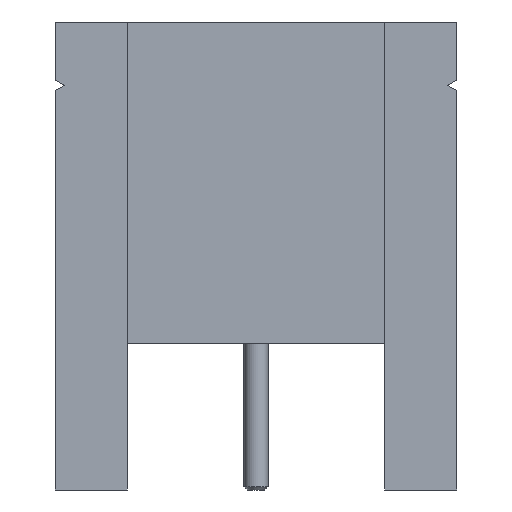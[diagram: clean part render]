
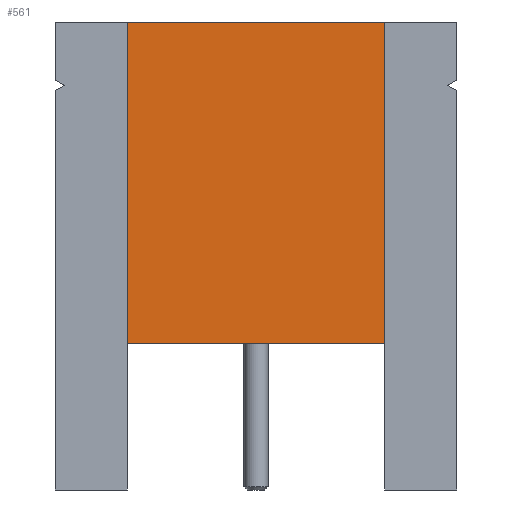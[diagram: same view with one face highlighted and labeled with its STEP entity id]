
A CAD part, front view. The second image highlights one B-rep face of the part: STEP entity #561.
In plain terms, the highlighted planar face has unit normal (0, -1, 0).
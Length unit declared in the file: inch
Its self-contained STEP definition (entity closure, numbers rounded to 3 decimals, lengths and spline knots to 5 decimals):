
#51 = VECTOR ( 'NONE', #380, 39.37008 ) ;
#70 = VECTOR ( 'NONE', #867, 39.37008 ) ;
#106 = ORIENTED_EDGE ( 'NONE', *, *, #376, .F. ) ;
#157 = VECTOR ( 'NONE', #256, 39.37008 ) ;
#168 = EDGE_CURVE ( 'NONE', #176, #622, #179, .T. ) ;
#176 = VERTEX_POINT ( 'NONE', #644 ) ;
#179 = LINE ( 'NONE', #649, #51 ) ;
#190 = CARTESIAN_POINT ( 'NONE',  ( -0.08, -0.0815, -0.2 ) ) ;
#195 = LINE ( 'NONE', #1115, #157 ) ;
#256 = DIRECTION ( 'NONE',  ( 1., 0., 0. ) ) ;
#258 = PLANE ( 'NONE',  #477 ) ;
#298 = EDGE_CURVE ( 'NONE', #690, #176, #399, .T. ) ;
#300 = ORIENTED_EDGE ( 'NONE', *, *, #298, .T. ) ;
#364 = CARTESIAN_POINT ( 'NONE',  ( 0.08, -0.0815, 0. ) ) ;
#376 = EDGE_CURVE ( 'NONE', #690, #683, #589, .T. ) ;
#380 = DIRECTION ( 'NONE',  ( 0., 0., 1. ) ) ;
#399 = LINE ( 'NONE', #507, #1212 ) ;
#404 = CARTESIAN_POINT ( 'NONE',  ( -0.08, -0.0815, 0. ) ) ;
#477 = AXIS2_PLACEMENT_3D ( 'NONE', #753, #549, #928 ) ;
#507 = CARTESIAN_POINT ( 'NONE',  ( 0., -0.0815, -0.2 ) ) ;
#549 = DIRECTION ( 'NONE',  ( 0., -1., 0. ) ) ;
#561 = ADVANCED_FACE ( 'NONE', ( #1213 ), #258, .T. ) ;
#589 = LINE ( 'NONE', #1057, #70 ) ;
#599 = DIRECTION ( 'NONE',  ( 1., 0., 0. ) ) ;
#603 = ORIENTED_EDGE ( 'NONE', *, *, #168, .T. ) ;
#622 = VERTEX_POINT ( 'NONE', #364 ) ;
#631 = EDGE_LOOP ( 'NONE', ( #825, #106, #300, #603 ) ) ;
#644 = CARTESIAN_POINT ( 'NONE',  ( 0.08, -0.0815, -0.2 ) ) ;
#649 = CARTESIAN_POINT ( 'NONE',  ( 0.08, -0.0815, -0.2 ) ) ;
#683 = VERTEX_POINT ( 'NONE', #404 ) ;
#690 = VERTEX_POINT ( 'NONE', #190 ) ;
#753 = CARTESIAN_POINT ( 'NONE',  ( 0., -0.0815, -0.2 ) ) ;
#825 = ORIENTED_EDGE ( 'NONE', *, *, #999, .F. ) ;
#867 = DIRECTION ( 'NONE',  ( 0., 0., 1. ) ) ;
#928 = DIRECTION ( 'NONE',  ( 0., 0., -1. ) ) ;
#999 = EDGE_CURVE ( 'NONE', #683, #622, #195, .T. ) ;
#1057 = CARTESIAN_POINT ( 'NONE',  ( -0.08, -0.0815, -0.2 ) ) ;
#1115 = CARTESIAN_POINT ( 'NONE',  ( 0., -0.0815, 0. ) ) ;
#1212 = VECTOR ( 'NONE', #599, 39.37008 ) ;
#1213 = FACE_OUTER_BOUND ( 'NONE', #631, .T. ) ;
